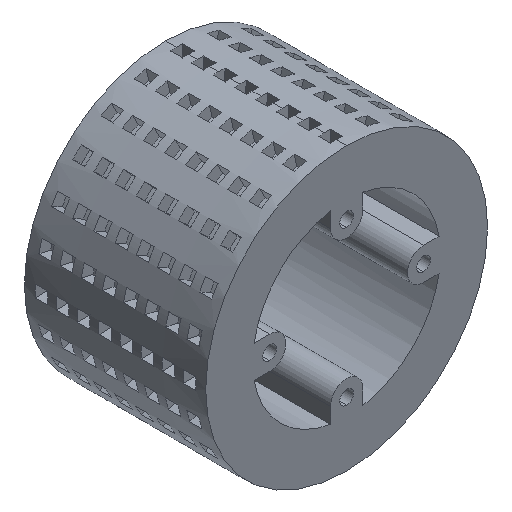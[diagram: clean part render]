
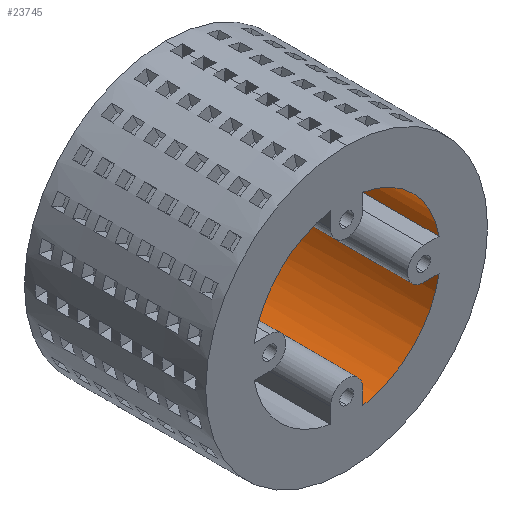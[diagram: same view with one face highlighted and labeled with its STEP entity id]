
A CAD part, isometric view. The second image highlights one B-rep face of the part: STEP entity #23745.
In plain terms, the highlighted cylindrical face has radius 23.3 mm (diameter 46.6 mm), a partial arc.
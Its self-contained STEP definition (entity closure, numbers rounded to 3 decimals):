
#226 = CARTESIAN_POINT ( 'NONE',  ( 22.954, 20., -4. ) ) ;
#351 = ORIENTED_EDGE ( 'NONE', *, *, #23072, .T. ) ;
#405 = DIRECTION ( 'NONE',  ( 0., 1., 0. ) ) ;
#574 = VERTEX_POINT ( 'NONE', #3927 ) ;
#708 = ORIENTED_EDGE ( 'NONE', *, *, #13915, .F. ) ;
#891 = VERTEX_POINT ( 'NONE', #18624 ) ;
#1239 = DIRECTION ( 'NONE',  ( 0., 0., -1. ) ) ;
#1270 = VERTEX_POINT ( 'NONE', #16493 ) ;
#1497 = VECTOR ( 'NONE', #28646, 1000. ) ;
#1609 = CARTESIAN_POINT ( 'NONE',  ( 4., 0., -22.954 ) ) ;
#1862 = VERTEX_POINT ( 'NONE', #22282 ) ;
#1893 = DIRECTION ( 'NONE',  ( 0., 1., 0. ) ) ;
#2727 = DIRECTION ( 'NONE',  ( 0., 0., 1. ) ) ;
#3365 = LINE ( 'NONE', #10295, #1497 ) ;
#3927 = CARTESIAN_POINT ( 'NONE',  ( 0., 45., -23.3 ) ) ;
#4160 = VERTEX_POINT ( 'NONE', #226 ) ;
#4352 = VECTOR ( 'NONE', #21043, 1000. ) ;
#4481 = EDGE_CURVE ( 'NONE', #1862, #4160, #10233, .T. ) ;
#5112 = ORIENTED_EDGE ( 'NONE', *, *, #22616, .F. ) ;
#5202 = VECTOR ( 'NONE', #21977, 1000. ) ;
#5697 = LINE ( 'NONE', #26615, #25220 ) ;
#5771 = DIRECTION ( 'NONE',  ( 0., 0., 1. ) ) ;
#5863 = ORIENTED_EDGE ( 'NONE', *, *, #6551, .F. ) ;
#6041 = AXIS2_PLACEMENT_3D ( 'NONE', #9579, #405, #18752 ) ;
#6537 = VERTEX_POINT ( 'NONE', #1609 ) ;
#6551 = EDGE_CURVE ( 'NONE', #891, #26179, #22744, .T. ) ;
#7195 = EDGE_CURVE ( 'NONE', #891, #6537, #7698, .T. ) ;
#7417 = ORIENTED_EDGE ( 'NONE', *, *, #23291, .F. ) ;
#7556 = ORIENTED_EDGE ( 'NONE', *, *, #14120, .F. ) ;
#7620 = ORIENTED_EDGE ( 'NONE', *, *, #4481, .F. ) ;
#7698 = LINE ( 'NONE', #16881, #25977 ) ;
#7857 = CARTESIAN_POINT ( 'NONE',  ( 0., 45., 0. ) ) ;
#8448 = VERTEX_POINT ( 'NONE', #11242 ) ;
#8520 = DIRECTION ( 'NONE',  ( 0., 0., 1. ) ) ;
#8600 = CARTESIAN_POINT ( 'NONE',  ( 22.954, 45., -4. ) ) ;
#8915 = CIRCLE ( 'NONE', #6041, 23.3 ) ;
#9023 = CARTESIAN_POINT ( 'NONE',  ( 0., 20., 0. ) ) ;
#9299 = VERTEX_POINT ( 'NONE', #17643 ) ;
#9579 = CARTESIAN_POINT ( 'NONE',  ( 0., 0., 0. ) ) ;
#9818 = DIRECTION ( 'NONE',  ( 0., -1., 0. ) ) ;
#9929 = DIRECTION ( 'NONE',  ( 0., 0., 1. ) ) ;
#10060 = DIRECTION ( 'NONE',  ( 0., -1., 0. ) ) ;
#10233 = CIRCLE ( 'NONE', #18383, 23.3 ) ;
#10295 = CARTESIAN_POINT ( 'NONE',  ( 4., 45., 22.954 ) ) ;
#10422 = CARTESIAN_POINT ( 'NONE',  ( 0., 45., 0. ) ) ;
#10987 = AXIS2_PLACEMENT_3D ( 'NONE', #28012, #12220, #2727 ) ;
#11242 = CARTESIAN_POINT ( 'NONE',  ( 22.954, 0., 4. ) ) ;
#11316 = ORIENTED_EDGE ( 'NONE', *, *, #28047, .T. ) ;
#12220 = DIRECTION ( 'NONE',  ( 0., 1., 0. ) ) ;
#12423 = EDGE_CURVE ( 'NONE', #13906, #9299, #21531, .T. ) ;
#13474 = AXIS2_PLACEMENT_3D ( 'NONE', #17292, #28432, #9929 ) ;
#13617 = AXIS2_PLACEMENT_3D ( 'NONE', #29140, #1893, #8520 ) ;
#13757 = EDGE_CURVE ( 'NONE', #13906, #574, #29774, .T. ) ;
#13906 = VERTEX_POINT ( 'NONE', #24548 ) ;
#13915 = EDGE_CURVE ( 'NONE', #4160, #21567, #20024, .T. ) ;
#14120 = EDGE_CURVE ( 'NONE', #9299, #1270, #26451, .T. ) ;
#14610 = CARTESIAN_POINT ( 'NONE',  ( 4., 0., 22.954 ) ) ;
#14784 = EDGE_CURVE ( 'NONE', #1270, #15102, #3365, .T. ) ;
#14896 = AXIS2_PLACEMENT_3D ( 'NONE', #7857, #17035, #17487 ) ;
#15039 = CARTESIAN_POINT ( 'NONE',  ( 0., 45., -23.3 ) ) ;
#15102 = VERTEX_POINT ( 'NONE', #14610 ) ;
#15903 = ORIENTED_EDGE ( 'NONE', *, *, #14784, .F. ) ;
#16493 = CARTESIAN_POINT ( 'NONE',  ( 4., 20., 22.954 ) ) ;
#16663 = EDGE_LOOP ( 'NONE', ( #29479, #25479, #351, #5863, #20174, #5112, #708, #7620, #11316, #7417, #15903, #7556 ) ) ;
#16881 = CARTESIAN_POINT ( 'NONE',  ( 4., 45., -22.954 ) ) ;
#17035 = DIRECTION ( 'NONE',  ( 0., 1., 0. ) ) ;
#17292 = CARTESIAN_POINT ( 'NONE',  ( 0., 20., 0. ) ) ;
#17487 = DIRECTION ( 'NONE',  ( 0., 0., 1. ) ) ;
#17643 = CARTESIAN_POINT ( 'NONE',  ( 0., 20., 23.3 ) ) ;
#18383 = AXIS2_PLACEMENT_3D ( 'NONE', #9023, #22007, #5771 ) ;
#18513 = CARTESIAN_POINT ( 'NONE',  ( 22.954, 0., -4. ) ) ;
#18624 = CARTESIAN_POINT ( 'NONE',  ( 4., 20., -22.954 ) ) ;
#18752 = DIRECTION ( 'NONE',  ( 0., 0., 1. ) ) ;
#18957 = AXIS2_PLACEMENT_3D ( 'NONE', #10422, #9818, #1239 ) ;
#19436 = CYLINDRICAL_SURFACE ( 'NONE', #18957, 23.3 ) ;
#19988 = DIRECTION ( 'NONE',  ( 0., -1., 0. ) ) ;
#20024 = LINE ( 'NONE', #8600, #4352 ) ;
#20174 = ORIENTED_EDGE ( 'NONE', *, *, #7195, .T. ) ;
#21043 = DIRECTION ( 'NONE',  ( 0., -1., 0. ) ) ;
#21531 = LINE ( 'NONE', #24092, #5202 ) ;
#21567 = VERTEX_POINT ( 'NONE', #18513 ) ;
#21977 = DIRECTION ( 'NONE',  ( 0., -1., 0. ) ) ;
#22007 = DIRECTION ( 'NONE',  ( 0., 1., 0. ) ) ;
#22282 = CARTESIAN_POINT ( 'NONE',  ( 22.954, 20., 4. ) ) ;
#22497 = CIRCLE ( 'NONE', #10987, 23.3 ) ;
#22616 = EDGE_CURVE ( 'NONE', #21567, #6537, #22497, .T. ) ;
#22744 = CIRCLE ( 'NONE', #13617, 23.3 ) ;
#23072 = EDGE_CURVE ( 'NONE', #574, #26179, #29324, .T. ) ;
#23291 = EDGE_CURVE ( 'NONE', #15102, #8448, #8915, .T. ) ;
#23745 = ADVANCED_FACE ( 'NONE', ( #25902 ), #19436, .F. ) ;
#23797 = DIRECTION ( 'NONE',  ( 0., -1., 0. ) ) ;
#24092 = CARTESIAN_POINT ( 'NONE',  ( 0., 45., 23.3 ) ) ;
#24548 = CARTESIAN_POINT ( 'NONE',  ( 0., 45., 23.3 ) ) ;
#24768 = VECTOR ( 'NONE', #19988, 1000. ) ;
#25220 = VECTOR ( 'NONE', #10060, 1000. ) ;
#25479 = ORIENTED_EDGE ( 'NONE', *, *, #13757, .T. ) ;
#25902 = FACE_OUTER_BOUND ( 'NONE', #16663, .T. ) ;
#25977 = VECTOR ( 'NONE', #23797, 1000. ) ;
#26179 = VERTEX_POINT ( 'NONE', #28667 ) ;
#26451 = CIRCLE ( 'NONE', #13474, 23.3 ) ;
#26615 = CARTESIAN_POINT ( 'NONE',  ( 22.954, 45., 4. ) ) ;
#28012 = CARTESIAN_POINT ( 'NONE',  ( 0., 0., 0. ) ) ;
#28047 = EDGE_CURVE ( 'NONE', #1862, #8448, #5697, .T. ) ;
#28432 = DIRECTION ( 'NONE',  ( 0., 1., 0. ) ) ;
#28646 = DIRECTION ( 'NONE',  ( 0., -1., 0. ) ) ;
#28667 = CARTESIAN_POINT ( 'NONE',  ( 0., 20., -23.3 ) ) ;
#29140 = CARTESIAN_POINT ( 'NONE',  ( 0., 20., 0. ) ) ;
#29324 = LINE ( 'NONE', #15039, #24768 ) ;
#29479 = ORIENTED_EDGE ( 'NONE', *, *, #12423, .F. ) ;
#29774 = CIRCLE ( 'NONE', #14896, 23.3 ) ;
